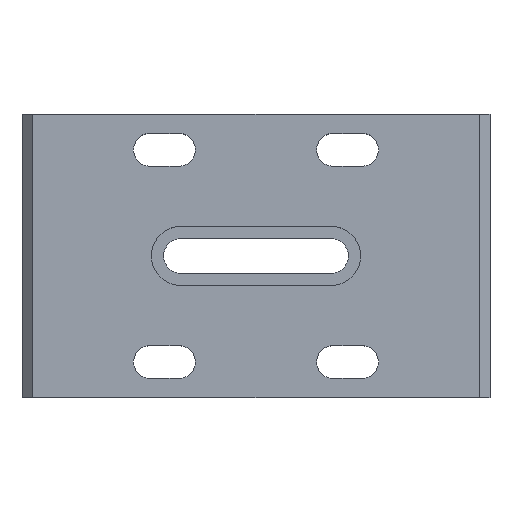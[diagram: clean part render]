
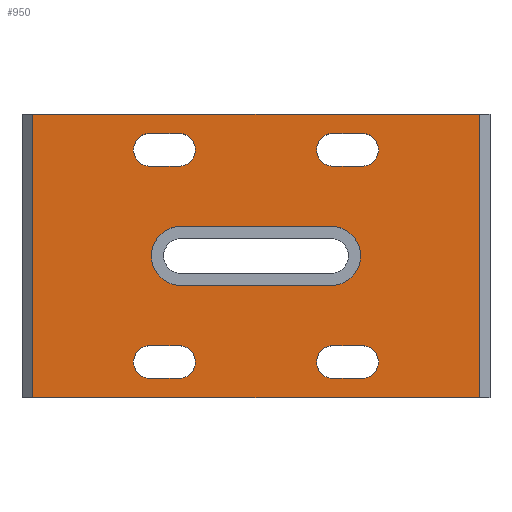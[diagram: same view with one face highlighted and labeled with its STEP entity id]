
A CAD part, top view. The second image highlights one B-rep face of the part: STEP entity #950.
In plain terms, the highlighted planar face has unit normal (0, 0, 1).
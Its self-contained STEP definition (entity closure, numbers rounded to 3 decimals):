
#15=FACE_BOUND('',#119,.T.);
#16=FACE_BOUND('',#120,.T.);
#17=FACE_BOUND('',#121,.T.);
#18=FACE_BOUND('',#122,.T.);
#19=FACE_BOUND('',#123,.T.);
#30=PLANE('',#1027);
#69=FACE_OUTER_BOUND('',#118,.T.);
#118=EDGE_LOOP('',(#672,#673,#674,#675));
#119=EDGE_LOOP('',(#676,#677,#678,#679));
#120=EDGE_LOOP('',(#680,#681,#682,#683));
#121=EDGE_LOOP('',(#684,#685,#686,#687));
#122=EDGE_LOOP('',(#688,#689,#690,#691));
#123=EDGE_LOOP('',(#692,#693,#694,#695));
#186=LINE('',#1398,#296);
#187=LINE('',#1400,#297);
#188=LINE('',#1402,#298);
#189=LINE('',#1403,#299);
#190=LINE('',#1408,#300);
#191=LINE('',#1411,#301);
#192=LINE('',#1413,#302);
#193=LINE('',#1415,#303);
#194=LINE('',#1418,#304);
#195=LINE('',#1420,#305);
#196=LINE('',#1423,#306);
#197=LINE('',#1425,#307);
#198=LINE('',#1428,#308);
#199=LINE('',#1430,#309);
#296=VECTOR('',#1128,10.);
#297=VECTOR('',#1129,1000.);
#298=VECTOR('',#1130,10.);
#299=VECTOR('',#1131,1000.);
#300=VECTOR('',#1134,1000.);
#301=VECTOR('',#1137,1000.);
#302=VECTOR('',#1138,10.);
#303=VECTOR('',#1139,10.);
#304=VECTOR('',#1142,10.);
#305=VECTOR('',#1143,10.);
#306=VECTOR('',#1146,1000.);
#307=VECTOR('',#1147,10.);
#308=VECTOR('',#1150,10.);
#309=VECTOR('',#1151,10.);
#399=CIRCLE('',#1017,1.55);
#401=CIRCLE('',#1020,1.55);
#403=CIRCLE('',#1023,1.55);
#405=CIRCLE('',#1026,1.55);
#406=CIRCLE('',#1028,2.8);
#407=CIRCLE('',#1029,2.8);
#408=CIRCLE('',#1030,1.55);
#409=CIRCLE('',#1031,1.55);
#410=CIRCLE('',#1032,1.55);
#411=CIRCLE('',#1033,1.55);
#428=VERTEX_POINT('',#1363);
#429=VERTEX_POINT('',#1365);
#432=VERTEX_POINT('',#1372);
#433=VERTEX_POINT('',#1374);
#436=VERTEX_POINT('',#1381);
#437=VERTEX_POINT('',#1383);
#440=VERTEX_POINT('',#1390);
#441=VERTEX_POINT('',#1392);
#442=VERTEX_POINT('',#1396);
#443=VERTEX_POINT('',#1397);
#444=VERTEX_POINT('',#1399);
#445=VERTEX_POINT('',#1401);
#446=VERTEX_POINT('',#1404);
#447=VERTEX_POINT('',#1405);
#448=VERTEX_POINT('',#1407);
#449=VERTEX_POINT('',#1409);
#450=VERTEX_POINT('',#1412);
#451=VERTEX_POINT('',#1414);
#452=VERTEX_POINT('',#1417);
#453=VERTEX_POINT('',#1419);
#454=VERTEX_POINT('',#1422);
#455=VERTEX_POINT('',#1424);
#456=VERTEX_POINT('',#1427);
#457=VERTEX_POINT('',#1429);
#520=EDGE_CURVE('',#429,#428,#399,.T.);
#524=EDGE_CURVE('',#433,#432,#401,.T.);
#528=EDGE_CURVE('',#437,#436,#403,.T.);
#532=EDGE_CURVE('',#441,#440,#405,.T.);
#534=EDGE_CURVE('',#442,#443,#186,.T.);
#535=EDGE_CURVE('',#443,#444,#187,.T.);
#536=EDGE_CURVE('',#444,#445,#188,.T.);
#537=EDGE_CURVE('',#445,#442,#189,.T.);
#538=EDGE_CURVE('',#446,#447,#406,.F.);
#539=EDGE_CURVE('',#447,#448,#190,.T.);
#540=EDGE_CURVE('',#448,#449,#407,.F.);
#541=EDGE_CURVE('',#446,#449,#191,.T.);
#542=EDGE_CURVE('',#450,#429,#192,.T.);
#543=EDGE_CURVE('',#428,#451,#193,.T.);
#544=EDGE_CURVE('',#450,#451,#408,.T.);
#545=EDGE_CURVE('',#452,#441,#194,.T.);
#546=EDGE_CURVE('',#440,#453,#195,.T.);
#547=EDGE_CURVE('',#453,#452,#409,.F.);
#548=EDGE_CURVE('',#433,#454,#196,.T.);
#549=EDGE_CURVE('',#432,#455,#197,.T.);
#550=EDGE_CURVE('',#454,#455,#410,.T.);
#551=EDGE_CURVE('',#456,#437,#198,.T.);
#552=EDGE_CURVE('',#436,#457,#199,.T.);
#553=EDGE_CURVE('',#457,#456,#411,.F.);
#672=ORIENTED_EDGE('',*,*,#534,.T.);
#673=ORIENTED_EDGE('',*,*,#535,.T.);
#674=ORIENTED_EDGE('',*,*,#536,.T.);
#675=ORIENTED_EDGE('',*,*,#537,.T.);
#676=ORIENTED_EDGE('',*,*,#538,.T.);
#677=ORIENTED_EDGE('',*,*,#539,.T.);
#678=ORIENTED_EDGE('',*,*,#540,.T.);
#679=ORIENTED_EDGE('',*,*,#541,.F.);
#680=ORIENTED_EDGE('',*,*,#542,.T.);
#681=ORIENTED_EDGE('',*,*,#520,.T.);
#682=ORIENTED_EDGE('',*,*,#543,.T.);
#683=ORIENTED_EDGE('',*,*,#544,.F.);
#684=ORIENTED_EDGE('',*,*,#545,.T.);
#685=ORIENTED_EDGE('',*,*,#532,.T.);
#686=ORIENTED_EDGE('',*,*,#546,.T.);
#687=ORIENTED_EDGE('',*,*,#547,.T.);
#688=ORIENTED_EDGE('',*,*,#548,.F.);
#689=ORIENTED_EDGE('',*,*,#524,.T.);
#690=ORIENTED_EDGE('',*,*,#549,.T.);
#691=ORIENTED_EDGE('',*,*,#550,.F.);
#692=ORIENTED_EDGE('',*,*,#551,.T.);
#693=ORIENTED_EDGE('',*,*,#528,.T.);
#694=ORIENTED_EDGE('',*,*,#552,.T.);
#695=ORIENTED_EDGE('',*,*,#553,.T.);
#950=ADVANCED_FACE('',(#69,#15,#16,#17,#18,#19),#30,.T.);
#1017=AXIS2_PLACEMENT_3D('',#1366,#1099,#1100);
#1020=AXIS2_PLACEMENT_3D('',#1375,#1107,#1108);
#1023=AXIS2_PLACEMENT_3D('',#1384,#1115,#1116);
#1026=AXIS2_PLACEMENT_3D('',#1393,#1123,#1124);
#1027=AXIS2_PLACEMENT_3D('',#1395,#1126,#1127);
#1028=AXIS2_PLACEMENT_3D('',#1406,#1132,#1133);
#1029=AXIS2_PLACEMENT_3D('',#1410,#1135,#1136);
#1030=AXIS2_PLACEMENT_3D('',#1416,#1140,#1141);
#1031=AXIS2_PLACEMENT_3D('',#1421,#1144,#1145);
#1032=AXIS2_PLACEMENT_3D('',#1426,#1148,#1149);
#1033=AXIS2_PLACEMENT_3D('',#1431,#1152,#1153);
#1099=DIRECTION('center_axis',(0.,0.,-1.));
#1100=DIRECTION('ref_axis',(0.,-1.,0.));
#1107=DIRECTION('center_axis',(0.,0.,-1.));
#1108=DIRECTION('ref_axis',(0.,1.,0.));
#1115=DIRECTION('center_axis',(0.,0.,-1.));
#1116=DIRECTION('ref_axis',(0.,1.,0.));
#1123=DIRECTION('center_axis',(0.,0.,-1.));
#1124=DIRECTION('ref_axis',(0.,-1.,0.));
#1126=DIRECTION('center_axis',(0.,0.,1.));
#1127=DIRECTION('ref_axis',(1.,0.,0.));
#1128=DIRECTION('',(-1.,0.,0.));
#1129=DIRECTION('',(0.,-1.,0.));
#1130=DIRECTION('',(1.,0.,0.));
#1131=DIRECTION('',(0.,1.,0.));
#1132=DIRECTION('center_axis',(0.,0.,1.));
#1133=DIRECTION('ref_axis',(1.,0.,0.));
#1134=DIRECTION('',(1.,0.,0.));
#1135=DIRECTION('center_axis',(0.,0.,1.));
#1136=DIRECTION('ref_axis',(1.,0.,0.));
#1137=DIRECTION('',(1.,0.,0.));
#1138=DIRECTION('',(1.,0.,0.));
#1139=DIRECTION('',(-1.,0.,0.));
#1140=DIRECTION('center_axis',(0.,0.,1.));
#1141=DIRECTION('ref_axis',(1.,0.,0.));
#1142=DIRECTION('',(1.,0.,0.));
#1143=DIRECTION('',(-1.,0.,0.));
#1144=DIRECTION('center_axis',(0.,0.,1.));
#1145=DIRECTION('ref_axis',(1.,0.,0.));
#1146=DIRECTION('',(1.,0.,0.));
#1147=DIRECTION('',(1.,0.,0.));
#1148=DIRECTION('center_axis',(0.,0.,1.));
#1149=DIRECTION('ref_axis',(1.,0.,0.));
#1150=DIRECTION('',(-1.,0.,0.));
#1151=DIRECTION('',(1.,0.,0.));
#1152=DIRECTION('center_axis',(0.,0.,1.));
#1153=DIRECTION('ref_axis',(1.,0.,0.));
#1363=CARTESIAN_POINT('',(-7.25,-11.55,13.));
#1365=CARTESIAN_POINT('',(-7.25,-8.45,13.));
#1366=CARTESIAN_POINT('Origin',(-7.25,-10.,13.));
#1372=CARTESIAN_POINT('',(7.25,11.55,13.));
#1374=CARTESIAN_POINT('',(7.25,8.45,13.));
#1375=CARTESIAN_POINT('Origin',(7.25,10.,13.));
#1381=CARTESIAN_POINT('',(7.25,-8.45,13.));
#1383=CARTESIAN_POINT('',(7.25,-11.55,13.));
#1384=CARTESIAN_POINT('Origin',(7.25,-10.,13.));
#1390=CARTESIAN_POINT('',(-7.25,8.45,13.));
#1392=CARTESIAN_POINT('',(-7.25,11.55,13.));
#1393=CARTESIAN_POINT('Origin',(-7.25,10.,13.));
#1395=CARTESIAN_POINT('Origin',(0.,0.,13.));
#1396=CARTESIAN_POINT('',(21.05,13.35,13.));
#1397=CARTESIAN_POINT('',(-21.05,13.35,13.));
#1398=CARTESIAN_POINT('',(11.025,13.35,13.));
#1399=CARTESIAN_POINT('',(-21.05,-13.35,13.));
#1400=CARTESIAN_POINT('',(-21.05,-13.5,13.));
#1401=CARTESIAN_POINT('',(21.05,-13.35,13.));
#1402=CARTESIAN_POINT('',(-11.025,-13.35,13.));
#1403=CARTESIAN_POINT('',(21.05,0.,13.));
#1404=CARTESIAN_POINT('',(-7.05,-2.8,13.));
#1405=CARTESIAN_POINT('',(-7.05,2.8,13.));
#1406=CARTESIAN_POINT('Origin',(-7.05,0.,13.));
#1407=CARTESIAN_POINT('',(7.05,2.8,13.));
#1408=CARTESIAN_POINT('',(0.,2.8,13.));
#1409=CARTESIAN_POINT('',(7.05,-2.8,13.));
#1410=CARTESIAN_POINT('Origin',(7.05,0.,13.));
#1411=CARTESIAN_POINT('',(0.,-2.8,13.));
#1412=CARTESIAN_POINT('',(-10.,-8.45,13.));
#1413=CARTESIAN_POINT('',(-3.75,-8.45,13.));
#1414=CARTESIAN_POINT('',(-10.,-11.55,13.));
#1415=CARTESIAN_POINT('',(-3.625,-11.55,13.));
#1416=CARTESIAN_POINT('Origin',(-10.,-10.,13.));
#1417=CARTESIAN_POINT('',(-10.,11.55,13.));
#1418=CARTESIAN_POINT('',(-3.75,11.55,13.));
#1419=CARTESIAN_POINT('',(-10.,8.45,13.));
#1420=CARTESIAN_POINT('',(-3.625,8.45,13.));
#1421=CARTESIAN_POINT('Origin',(-10.,10.,13.));
#1422=CARTESIAN_POINT('',(10.,8.45,13.));
#1423=CARTESIAN_POINT('',(8.75,8.45,13.));
#1424=CARTESIAN_POINT('',(10.,11.55,13.));
#1425=CARTESIAN_POINT('',(3.625,11.55,13.));
#1426=CARTESIAN_POINT('Origin',(10.,10.,13.));
#1427=CARTESIAN_POINT('',(10.,-11.55,13.));
#1428=CARTESIAN_POINT('',(3.75,-11.55,13.));
#1429=CARTESIAN_POINT('',(10.,-8.45,13.));
#1430=CARTESIAN_POINT('',(3.625,-8.45,13.));
#1431=CARTESIAN_POINT('Origin',(10.,-10.,13.));
